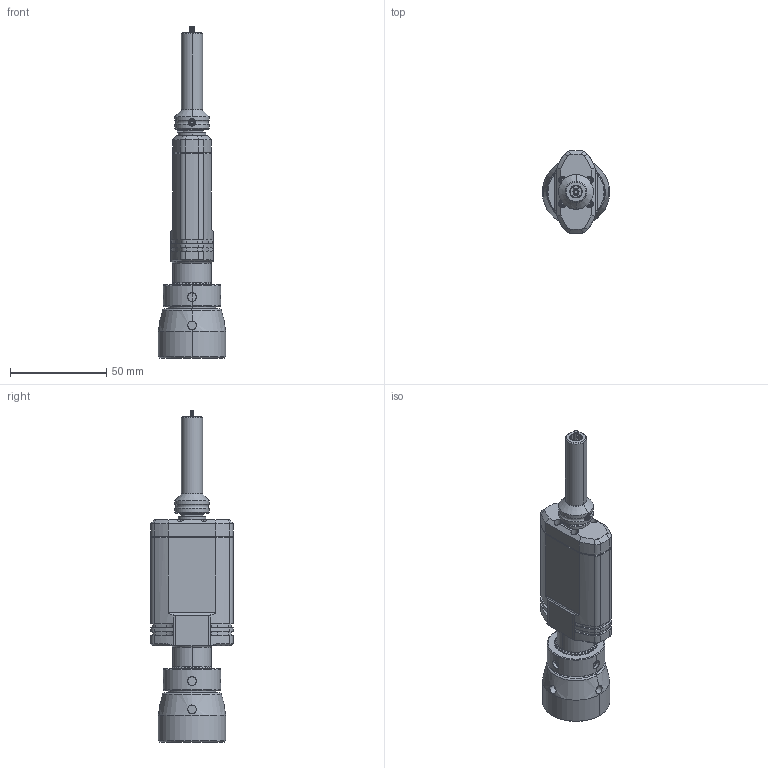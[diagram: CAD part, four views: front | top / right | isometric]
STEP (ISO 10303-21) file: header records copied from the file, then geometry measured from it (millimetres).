
FILE_DESCRIPTION((''),'2;1');
FILE_NAME('3513002265_SW0001','2024-02-12T21:53:53',('INEdipo'),(''),'CREO PARAMETRIC BY PTC INC, 2022414','CREO PARAMETRIC BY PTC INC, 2022414','');
FILE_SCHEMA(('CONFIG_CONTROL_DESIGN'));
Length unit declared in the file: inch
Products named in the file (1): 3513002265_SW0001
Bounding box: 35 x 42.97 x 172.65 mm (x, y, z)
Volume: 91780.7 mm3; surface area: 19794.3 mm2
Topology: 1 solids, 1 shells, 1122 faces, 3123 edges, 2018 vertices
Faces by surface type: cylinder 416, plane 383, extrusion 195, cone 102, bspline 14, torus 12
Entity records: 40207 total; most frequent: CARTESIAN_POINT 12013, ORIENTED_EDGE 6222, DIRECTION 5374, EDGE_CURVE 3111, VERTEX_POINT 2018, AXIS2_PLACEMENT_3D 1839, VECTOR 1696, LINE 1501
